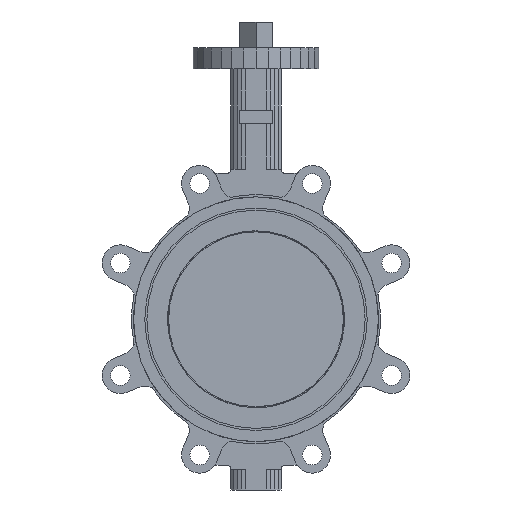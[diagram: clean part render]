
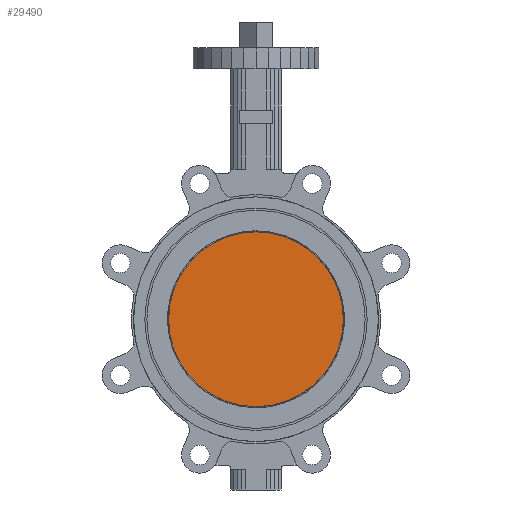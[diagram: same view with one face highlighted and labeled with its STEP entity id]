
A CAD part, left-side view. The second image highlights one B-rep face of the part: STEP entity #29490.
In plain terms, the highlighted planar face has unit normal (-1, 0, 0).
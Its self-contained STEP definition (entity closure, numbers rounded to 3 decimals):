
#29413=CARTESIAN_POINT('Vertex',(-28.3,0.,-62.5)) ;
#29439=CARTESIAN_POINT('Vertex',(-28.3,0.,62.5)) ;
#29442=CARTESIAN_POINT('Axis2P3D Location',(-28.3,0.,0.)) ;
#29454=CARTESIAN_POINT('Axis2P3D Location',(-28.3,0.,0.)) ;
#29481=CARTESIAN_POINT('Axis2P3D Location',(-28.3,0.,0.)) ;
#29443=DIRECTION('Axis2P3D Direction',(1.,-0.,0.)) ;
#29455=DIRECTION('Axis2P3D Direction',(1.,-0.,0.)) ;
#29482=DIRECTION('Axis2P3D Direction',(-1.,-0.,-0.)) ;
#29483=DIRECTION('Axis2P3D XDirection',(0.,0.,-1.)) ;
#29444=AXIS2_PLACEMENT_3D('Circle Axis2P3D',#29442,#29443,$) ;
#29456=AXIS2_PLACEMENT_3D('Circle Axis2P3D',#29454,#29455,$) ;
#29484=AXIS2_PLACEMENT_3D('Plane Axis2P3D',#29481,#29482,#29483) ;
#29445=CIRCLE('generated circle',#29444,62.5) ;
#29457=CIRCLE('generated circle',#29456,62.5) ;
#29485=PLANE('',#29484) ;
#29446=EDGE_CURVE('',#29414,#29440,#29445,.F.) ;
#29458=EDGE_CURVE('',#29440,#29414,#29457,.F.) ;
#29487=ORIENTED_EDGE('',*,*,#29446,.T.) ;
#29488=ORIENTED_EDGE('',*,*,#29458,.T.) ;
#29486=EDGE_LOOP('',(#29487,#29488)) ;
#29414=VERTEX_POINT('',#29413) ;
#29440=VERTEX_POINT('',#29439) ;
#29490=ADVANCED_FACE('1',(#29489),#29485,.T.) ;
#29489=FACE_OUTER_BOUND('',#29486,.T.) ;
